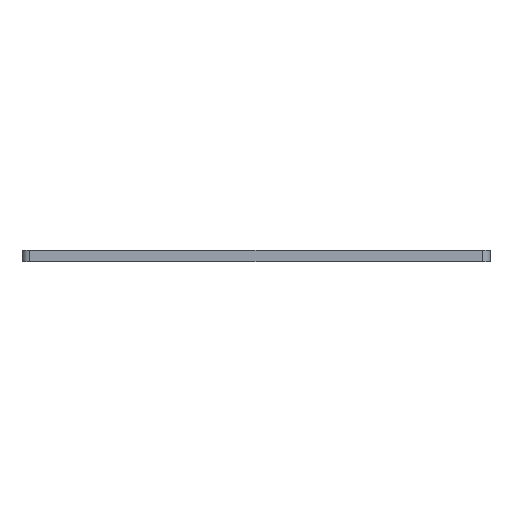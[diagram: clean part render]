
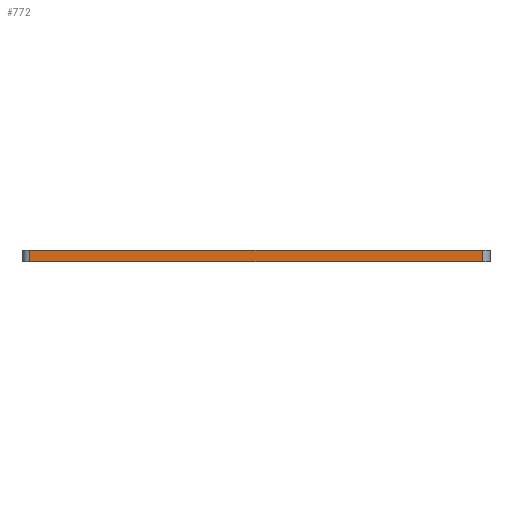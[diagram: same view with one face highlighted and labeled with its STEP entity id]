
A CAD part, front view. The second image highlights one B-rep face of the part: STEP entity #772.
In plain terms, the highlighted planar face has unit normal (0, -1, 0).
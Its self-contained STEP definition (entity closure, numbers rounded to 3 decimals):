
#20 = CARTESIAN_POINT ( 'NONE',  ( 0., 0., 0. ) ) ;
#24 = CARTESIAN_POINT ( 'NONE',  ( 0., 0., 3. ) ) ;
#29 = DIRECTION ( 'NONE',  ( 1., 0., 0. ) ) ;
#30 = DIRECTION ( 'NONE',  ( 1., 0., 0. ) ) ;
#52 = CARTESIAN_POINT ( 'NONE',  ( 0., 0., 3. ) ) ;
#56 = PLANE ( 'NONE',  #329 ) ;
#59 = DIRECTION ( 'NONE',  ( 0., 1., 0. ) ) ;
#60 = DIRECTION ( 'NONE',  ( -1., 0., 0. ) ) ;
#267 = EDGE_CURVE ( 'NONE', #428, #398, #489, .T. ) ;
#268 = EDGE_CURVE ( 'NONE', #411, #404, #408, .T. ) ;
#304 = EDGE_CURVE ( 'NONE', #411, #428, #634, .T. ) ;
#312 = EDGE_CURVE ( 'NONE', #398, #404, #744, .T. ) ;
#329 = AXIS2_PLACEMENT_3D ( 'NONE', #52, #59, #60 ) ;
#398 = VERTEX_POINT ( 'NONE', #796 ) ;
#404 = VERTEX_POINT ( 'NONE', #804 ) ;
#408 = LINE ( 'NONE', #24, #717 ) ;
#411 = VERTEX_POINT ( 'NONE', #809 ) ;
#428 = VERTEX_POINT ( 'NONE', #813 ) ;
#455 = EDGE_LOOP ( 'NONE', ( #629, #513, #557, #548 ) ) ;
#489 = LINE ( 'NONE', #20, #692 ) ;
#497 = VECTOR ( 'NONE', #820, 1000. ) ;
#513 = ORIENTED_EDGE ( 'NONE', *, *, #312, .T. ) ;
#548 = ORIENTED_EDGE ( 'NONE', *, *, #304, .T. ) ;
#557 = ORIENTED_EDGE ( 'NONE', *, *, #268, .F. ) ;
#629 = ORIENTED_EDGE ( 'NONE', *, *, #267, .T. ) ;
#634 = LINE ( 'NONE', #819, #497 ) ;
#660 = FACE_OUTER_BOUND ( 'NONE', #455, .T. ) ;
#690 = VECTOR ( 'NONE', #835, 1000. ) ;
#692 = VECTOR ( 'NONE', #29, 1000. ) ;
#717 = VECTOR ( 'NONE', #30, 1000. ) ;
#744 = LINE ( 'NONE', #834, #690 ) ;
#772 = ADVANCED_FACE ( 'NONE', ( #660 ), #56, .F. ) ;
#796 = CARTESIAN_POINT ( 'NONE',  ( -2., 0., 0. ) ) ;
#804 = CARTESIAN_POINT ( 'NONE',  ( -2., 0., 3. ) ) ;
#809 = CARTESIAN_POINT ( 'NONE',  ( -116., 0., 3. ) ) ;
#813 = CARTESIAN_POINT ( 'NONE',  ( -116., 0., 0. ) ) ;
#819 = CARTESIAN_POINT ( 'NONE',  ( -116., 0., 3. ) ) ;
#820 = DIRECTION ( 'NONE',  ( 0., 0., -1. ) ) ;
#834 = CARTESIAN_POINT ( 'NONE',  ( -2., 0., 3. ) ) ;
#835 = DIRECTION ( 'NONE',  ( 0., 0., 1. ) ) ;
